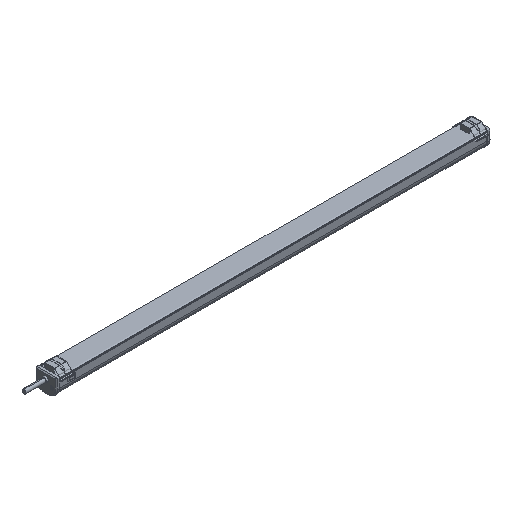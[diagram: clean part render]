
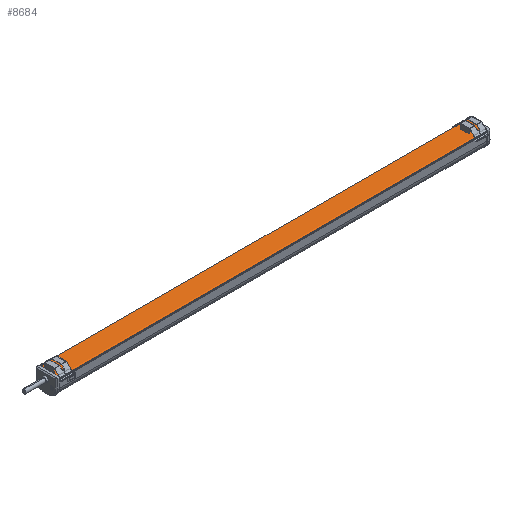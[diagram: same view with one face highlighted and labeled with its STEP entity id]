
A CAD part, isometric view. The second image highlights one B-rep face of the part: STEP entity #8684.
In plain terms, the highlighted free-form (B-spline) face has degree [2, 1] with [9, 2] control points.
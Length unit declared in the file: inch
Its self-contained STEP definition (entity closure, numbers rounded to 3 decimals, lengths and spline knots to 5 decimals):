
#63 = CARTESIAN_POINT ( 'NONE',  ( 17.43307, -0.73622, 1.4325 ) ) ;
#76 = CARTESIAN_POINT ( 'NONE',  ( -17.43307, -0.80709, 1.36164 ) ) ;
#121 = CARTESIAN_POINT ( 'NONE',  ( -17.43307, 0.80709, 1.36164 ) ) ;
#179 = CARTESIAN_POINT ( 'NONE',  ( -17.43307, 0.80709, 1.31527 ) ) ;
#300 = CARTESIAN_POINT ( 'NONE',  ( -17.43307, -0.80709, 1.36164 ) ) ;
#424 =( BOUNDED_CURVE ( )  B_SPLINE_CURVE ( 2, ( #2851, #12742, #63, #1230, #12633, #8899, #1274, #13908, #6358 ),
 .UNSPECIFIED., .F., .F. ) 
 B_SPLINE_CURVE_WITH_KNOTS ( ( 3, 2, 2, 2, 3 ),
 ( 0., 0.00284, 0.04044, 0.04329, 0.04447 ),
 .UNSPECIFIED. ) 
 CURVE ( )  GEOMETRIC_REPRESENTATION_ITEM ( )  RATIONAL_B_SPLINE_CURVE ( ( 1., 0.707, 1., 1., 1., 0.707, 1., 1., 1. ) ) 
 REPRESENTATION_ITEM ( '' )  );
#461 = ORIENTED_EDGE ( 'NONE', *, *, #3659, .T. ) ;
#1230 = CARTESIAN_POINT ( 'NONE',  ( 17.43307, 0., 1.4325 ) ) ;
#1243 = CARTESIAN_POINT ( 'NONE',  ( -17.43307, -0.73622, 1.4325 ) ) ;
#1274 = CARTESIAN_POINT ( 'NONE',  ( 17.43307, 0.80709, 1.36164 ) ) ;
#1394 = CARTESIAN_POINT ( 'NONE',  ( -17.43307, 0.80709, 1.33845 ) ) ;
#1995 = ORIENTED_EDGE ( 'NONE', *, *, #15250, .T. ) ;
#2561 = CARTESIAN_POINT ( 'NONE',  ( 17.43307, 0.80709, 1.4325 ) ) ;
#2851 = CARTESIAN_POINT ( 'NONE',  ( 17.43307, -0.80709, 1.36164 ) ) ;
#3486 = LINE ( 'NONE', #15910, #3708 ) ;
#3659 = EDGE_CURVE ( 'NONE', #5107, #9761, #3486, .T. ) ;
#3672 = CARTESIAN_POINT ( 'NONE',  ( -17.43307, 0., 1.4325 ) ) ;
#3708 = VECTOR ( 'NONE', #8280, 39.37008 ) ;
#3729 = CARTESIAN_POINT ( 'NONE',  ( 17.43307, 0., 1.4325 ) ) ;
#4169 = CARTESIAN_POINT ( 'NONE',  ( -17.43307, -0.80709, 1.4325 ) ) ;
#4226 = EDGE_LOOP ( 'NONE', ( #12326, #461, #15965, #1995 ) ) ;
#4957 = VERTEX_POINT ( 'NONE', #6471 ) ;
#5107 = VERTEX_POINT ( 'NONE', #300 ) ;
#5127 = CARTESIAN_POINT ( 'NONE',  ( 17.43307, 0.80709, 1.36164 ) ) ;
#5171 = CARTESIAN_POINT ( 'NONE',  ( -17.43307, 0.73622, 1.4325 ) ) ;
#6176 = VERTEX_POINT ( 'NONE', #10488 ) ;
#6358 = CARTESIAN_POINT ( 'NONE',  ( 17.43307, 0.80709, 1.31527 ) ) ;
#6419 = CARTESIAN_POINT ( 'NONE',  ( -17.43307, 0.73622, 1.4325 ) ) ;
#6471 = CARTESIAN_POINT ( 'NONE',  ( 17.43307, 0.80709, 1.31527 ) ) ;
#7308 = LINE ( 'NONE', #16349, #9725 ) ;
#7671 = CARTESIAN_POINT ( 'NONE',  ( 17.43307, 0.73622, 1.4325 ) ) ;
#8280 = DIRECTION ( 'NONE',  ( 1., 0., 0. ) ) ;
#8684 = ADVANCED_FACE ( 'NONE', ( #14787 ), #10472, .T. ) ;
#8859 = CARTESIAN_POINT ( 'NONE',  ( -17.43307, 0.80709, 1.31527 ) ) ;
#8899 = CARTESIAN_POINT ( 'NONE',  ( 17.43307, 0.80709, 1.4325 ) ) ;
#8916 = CARTESIAN_POINT ( 'NONE',  ( -17.43307, 0.80709, 1.33845 ) ) ;
#8978 = CARTESIAN_POINT ( 'NONE',  ( 17.43307, -0.80709, 1.36164 ) ) ;
#9725 = VECTOR ( 'NONE', #16183, 39.37008 ) ;
#9761 = VERTEX_POINT ( 'NONE', #11465 ) ;
#10127 = CARTESIAN_POINT ( 'NONE',  ( -17.43307, -0.80709, 1.4325 ) ) ;
#10172 = EDGE_CURVE ( 'NONE', #6176, #5107, #11397, .T. ) ;
#10184 = CARTESIAN_POINT ( 'NONE',  ( -17.43307, 0.80709, 1.4325 ) ) ;
#10472 =( BOUNDED_SURFACE ( )  B_SPLINE_SURFACE ( 2, 1, ( 
 ( #8859, #12598 ),
 ( #8916, #13982 ),
 ( #11354, #5127 ),
 ( #10184, #2561 ),
 ( #6419, #7671 ),
 ( #3672, #3729 ),
 ( #1243, #13860 ),
 ( #10127, #11400 ),
 ( #76, #8978 ) ),
 .UNSPECIFIED., .F., .F., .F. ) 
 B_SPLINE_SURFACE_WITH_KNOTS ( ( 3, 2, 2, 2, 3 ),
 ( 2, 2 ),
 ( -41.40516, -40.22743, -37.39999, 0., 2.82743 ),
 ( 0., 885.6 ),
 .UNSPECIFIED. ) 
 GEOMETRIC_REPRESENTATION_ITEM ( )  RATIONAL_B_SPLINE_SURFACE ( (
 ( 1., 1.),
 ( 1., 1.),
 ( 1., 1.),
 ( 0.707, 0.707),
 ( 1., 1.),
 ( 1., 1.),
 ( 1., 1.),
 ( 0.707, 0.707),
 ( 1., 1.) ) ) 
 REPRESENTATION_ITEM ( '' )  SURFACE ( )  );
#10488 = CARTESIAN_POINT ( 'NONE',  ( -17.43307, 0.80709, 1.31527 ) ) ;
#11354 = CARTESIAN_POINT ( 'NONE',  ( -17.43307, 0.80709, 1.36164 ) ) ;
#11397 =( BOUNDED_CURVE ( )  B_SPLINE_CURVE ( 2, ( #179, #1394, #121, #11562, #5171, #14073, #14132, #4169, #14360 ),
 .UNSPECIFIED., .F., .F. ) 
 B_SPLINE_CURVE_WITH_KNOTS ( ( 3, 2, 2, 2, 3 ),
 ( 0., 0.00115, 0.00393, 0.0406, 0.04337 ),
 .UNSPECIFIED. ) 
 CURVE ( )  GEOMETRIC_REPRESENTATION_ITEM ( )  RATIONAL_B_SPLINE_CURVE ( ( 1., 1., 1., 0.707, 1., 1., 1., 0.707, 1. ) ) 
 REPRESENTATION_ITEM ( '' )  );
#11400 = CARTESIAN_POINT ( 'NONE',  ( 17.43307, -0.80709, 1.4325 ) ) ;
#11465 = CARTESIAN_POINT ( 'NONE',  ( 17.43307, -0.80709, 1.36164 ) ) ;
#11562 = CARTESIAN_POINT ( 'NONE',  ( -17.43307, 0.80709, 1.4325 ) ) ;
#12326 = ORIENTED_EDGE ( 'NONE', *, *, #10172, .T. ) ;
#12598 = CARTESIAN_POINT ( 'NONE',  ( 17.43307, 0.80709, 1.31527 ) ) ;
#12633 = CARTESIAN_POINT ( 'NONE',  ( 17.43307, 0.73622, 1.4325 ) ) ;
#12742 = CARTESIAN_POINT ( 'NONE',  ( 17.43307, -0.80709, 1.4325 ) ) ;
#13860 = CARTESIAN_POINT ( 'NONE',  ( 17.43307, -0.73622, 1.4325 ) ) ;
#13908 = CARTESIAN_POINT ( 'NONE',  ( 17.43307, 0.80709, 1.33845 ) ) ;
#13982 = CARTESIAN_POINT ( 'NONE',  ( 17.43307, 0.80709, 1.33845 ) ) ;
#14010 = EDGE_CURVE ( 'NONE', #9761, #4957, #424, .T. ) ;
#14073 = CARTESIAN_POINT ( 'NONE',  ( -17.43307, 0., 1.4325 ) ) ;
#14132 = CARTESIAN_POINT ( 'NONE',  ( -17.43307, -0.73622, 1.4325 ) ) ;
#14360 = CARTESIAN_POINT ( 'NONE',  ( -17.43307, -0.80709, 1.36164 ) ) ;
#14787 = FACE_OUTER_BOUND ( 'NONE', #4226, .T. ) ;
#15250 = EDGE_CURVE ( 'NONE', #4957, #6176, #7308, .T. ) ;
#15910 = CARTESIAN_POINT ( 'NONE',  ( 0., -0.80709, 1.36164 ) ) ;
#15965 = ORIENTED_EDGE ( 'NONE', *, *, #14010, .T. ) ;
#16183 = DIRECTION ( 'NONE',  ( -1., 0., 0. ) ) ;
#16349 = CARTESIAN_POINT ( 'NONE',  ( 0., 0.80709, 1.31527 ) ) ;
